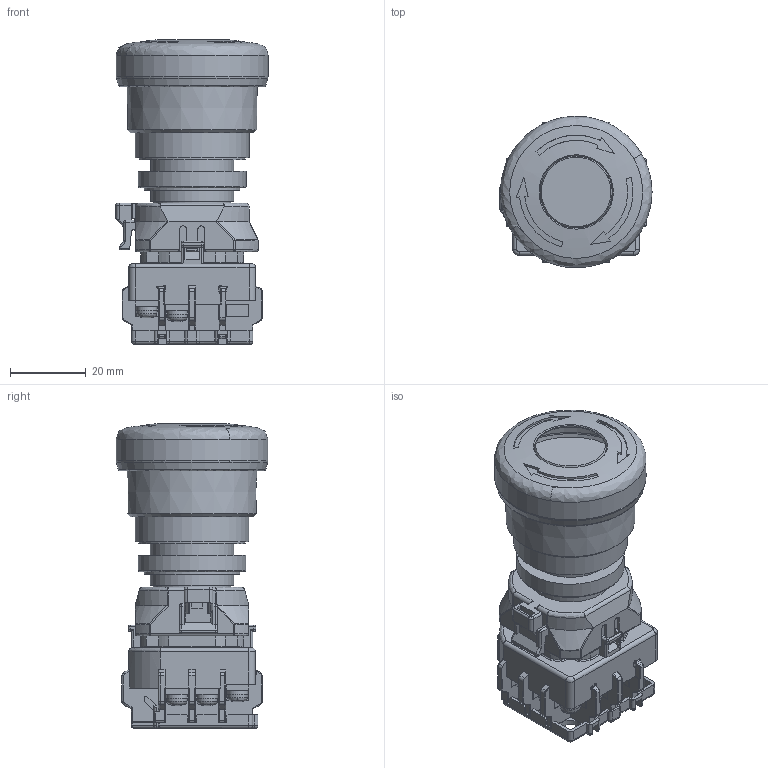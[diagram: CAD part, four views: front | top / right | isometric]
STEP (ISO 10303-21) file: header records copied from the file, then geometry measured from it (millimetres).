
FILE_DESCRIPTION (( 'STEP AP214' ), '1' );
FILE_NAME ('XW1E-TV4xxQ4MR.STEP', '2020-12-11T00:42:36', ( '' ), ( '' ), 'SwSTEP 2.0', 'SolidWorks 2019', '' );
FILE_SCHEMA (( 'AUTOMOTIVE_DESIGN' ));
Length unit declared in the file: millimetre
Products named in the file (6): XW-BODY-V; XW-CTxxQ4MR; XW-HANDLE-[B][L]V; XW9Z-VL2M; HW-LOCK-NUT; XW1E-TV4xxQ4MR
Assembly tree (5 placements, depth 2):
  XW1E-TV4xxQ4MR
    XW-BODY-V
    XW-HANDLE-[B][L]V
    HW-LOCK-NUT
    XW-CTxxQ4MR
    XW9Z-VL2M
Bounding box: 40.1 x 40 x 80.28 mm (x, y, z)
Volume: 82613.3 mm3; surface area: 22574.5 mm2
Topology: 5 solids, 5 shells, 1239 faces, 3292 edges, 1997 vertices
Faces by surface type: plane 585, cylinder 401, bspline 230, cone 15, torus 8
Full cylindrical faces by diameter (mm): 5.5 x8, 6.4 x10, 20.4 x1, 22 x2, 25.2 x1, 28 x1, 28.4 x1, 30 x1, 31 x1, 40 x1
Entity records: 46403 total; most frequent: CARTESIAN_POINT 18079, ORIENTED_EDGE 6320, DIRECTION 5182, EDGE_CURVE 3160, LINE 2028, VECTOR 2028, VERTEX_POINT 1961, AXIS2_PLACEMENT_3D 1577
